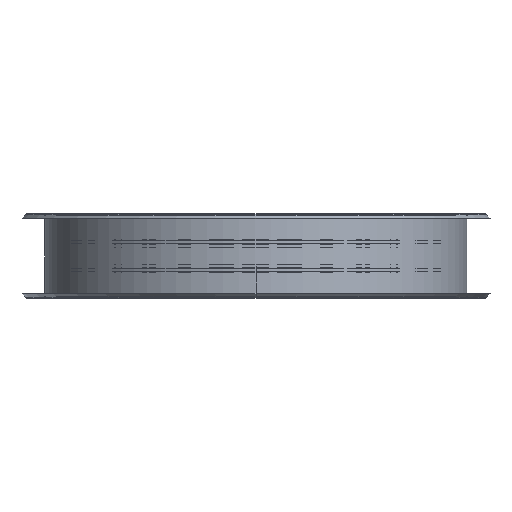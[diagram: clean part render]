
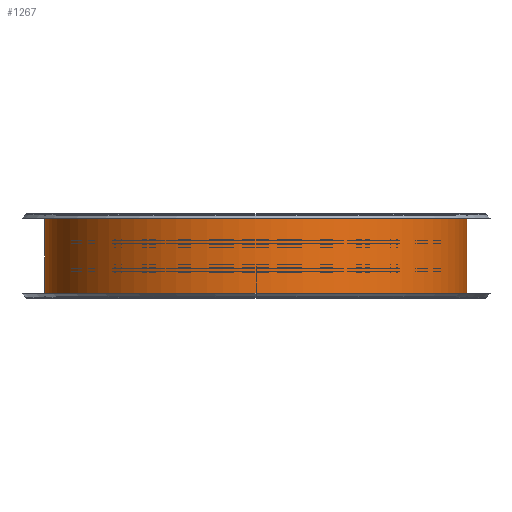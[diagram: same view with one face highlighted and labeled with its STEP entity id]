
A CAD part, front view. The second image highlights one B-rep face of the part: STEP entity #1267.
In plain terms, the highlighted cylindrical face has radius 509.5 mm (diameter 1019 mm), a partial arc.
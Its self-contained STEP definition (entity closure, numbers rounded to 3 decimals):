
#9 = AXIS2_PLACEMENT_3D ( 'NONE', #896, #2197, #722 ) ;
#226 = EDGE_CURVE ( 'NONE', #1928, #323, #1822, .T. ) ;
#323 = VERTEX_POINT ( 'NONE', #1167 ) ;
#416 = EDGE_CURVE ( 'NONE', #1371, #1144, #461, .T. ) ;
#461 = CIRCLE ( 'NONE', #2480, 509.5 ) ;
#478 = ORIENTED_EDGE ( 'NONE', *, *, #553, .F. ) ;
#536 = LINE ( 'NONE', #1520, #2253 ) ;
#544 = CARTESIAN_POINT ( 'NONE',  ( -509.279, 15., 0. ) ) ;
#553 = EDGE_CURVE ( 'NONE', #323, #1144, #536, .T. ) ;
#567 = ORIENTED_EDGE ( 'NONE', *, *, #416, .T. ) ;
#602 = DIRECTION ( 'NONE',  ( 0., 0., -1. ) ) ;
#659 = ORIENTED_EDGE ( 'NONE', *, *, #226, .F. ) ;
#663 = CARTESIAN_POINT ( 'NONE',  ( 0., 0., 0. ) ) ;
#670 = DIRECTION ( 'NONE',  ( 1., 0., 0. ) ) ;
#722 = DIRECTION ( 'NONE',  ( 1., 0., 0. ) ) ;
#748 = VECTOR ( 'NONE', #1338, 1000. ) ;
#884 = CARTESIAN_POINT ( 'NONE',  ( -509.279, -15., 200. ) ) ;
#896 = CARTESIAN_POINT ( 'NONE',  ( 0., 0., 200. ) ) ;
#1144 = VERTEX_POINT ( 'NONE', #544 ) ;
#1163 = EDGE_LOOP ( 'NONE', ( #2464, #567, #478, #659 ) ) ;
#1167 = CARTESIAN_POINT ( 'NONE',  ( -509.279, 15., 200. ) ) ;
#1174 = LINE ( 'NONE', #884, #748 ) ;
#1226 = DIRECTION ( 'NONE',  ( -1., 0., 0. ) ) ;
#1266 = CARTESIAN_POINT ( 'NONE',  ( -509.279, -15., 0. ) ) ;
#1267 = ADVANCED_FACE ( 'NONE', ( #2425 ), #1584, .T. ) ;
#1338 = DIRECTION ( 'NONE',  ( 0., 0., 1. ) ) ;
#1371 = VERTEX_POINT ( 'NONE', #1266 ) ;
#1520 = CARTESIAN_POINT ( 'NONE',  ( -509.279, 15., 200. ) ) ;
#1584 = CYLINDRICAL_SURFACE ( 'NONE', #2559, 509.5 ) ;
#1630 = CARTESIAN_POINT ( 'NONE',  ( -509.279, -15., 200. ) ) ;
#1730 = DIRECTION ( 'NONE',  ( 0., 0., -1. ) ) ;
#1732 = DIRECTION ( 'NONE',  ( 0., 0., 1. ) ) ;
#1822 = CIRCLE ( 'NONE', #9, 509.5 ) ;
#1928 = VERTEX_POINT ( 'NONE', #1630 ) ;
#2197 = DIRECTION ( 'NONE',  ( 0., 0., 1. ) ) ;
#2253 = VECTOR ( 'NONE', #1730, 1000. ) ;
#2425 = FACE_OUTER_BOUND ( 'NONE', #1163, .T. ) ;
#2428 = EDGE_CURVE ( 'NONE', #1371, #1928, #1174, .T. ) ;
#2464 = ORIENTED_EDGE ( 'NONE', *, *, #2428, .F. ) ;
#2480 = AXIS2_PLACEMENT_3D ( 'NONE', #663, #1732, #670 ) ;
#2559 = AXIS2_PLACEMENT_3D ( 'NONE', #2722, #602, #1226 ) ;
#2722 = CARTESIAN_POINT ( 'NONE',  ( 0., 0., 200. ) ) ;
